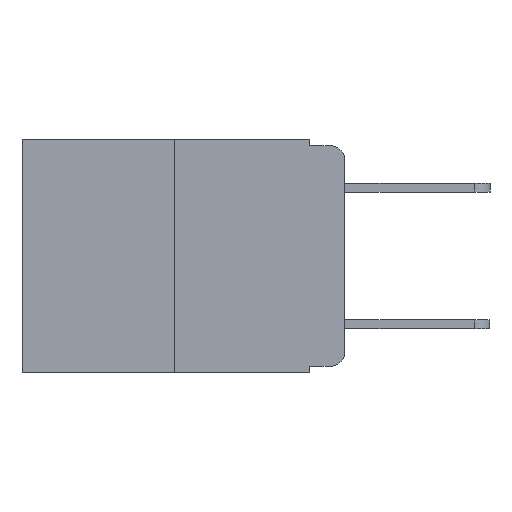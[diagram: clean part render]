
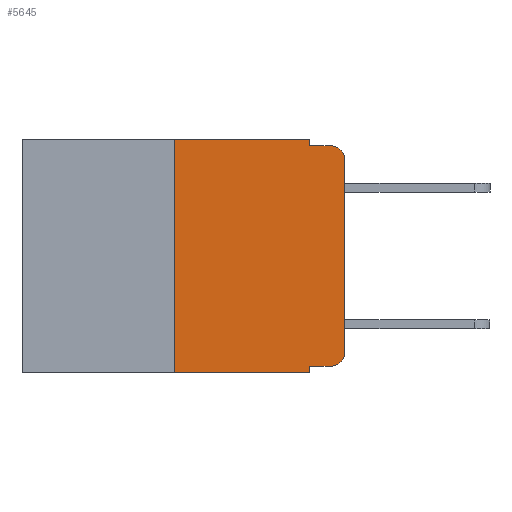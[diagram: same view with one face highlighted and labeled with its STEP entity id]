
A CAD part, left-side view. The second image highlights one B-rep face of the part: STEP entity #5645.
In plain terms, the highlighted planar face has unit normal (-1, 0, 0).
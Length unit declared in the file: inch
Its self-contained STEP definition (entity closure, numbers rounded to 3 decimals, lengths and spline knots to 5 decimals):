
#47 = VECTOR ( 'NONE', #7520, 39.37008 ) ;
#88 = DIRECTION ( 'NONE',  ( 0., -1., 0. ) ) ;
#255 = DIRECTION ( 'NONE',  ( 0., -1., 0. ) ) ;
#388 = CARTESIAN_POINT ( 'NONE',  ( 0., 0.051, -0.01 ) ) ;
#546 = CARTESIAN_POINT ( 'NONE',  ( 0., 0.051, -0.343 ) ) ;
#712 = ORIENTED_EDGE ( 'NONE', *, *, #4115, .T. ) ;
#741 = ORIENTED_EDGE ( 'NONE', *, *, #4112, .T. ) ;
#753 = LINE ( 'NONE', #6597, #4541 ) ;
#769 = ORIENTED_EDGE ( 'NONE', *, *, #4153, .F. ) ;
#805 = DIRECTION ( 'NONE',  ( 0., 0., 1. ) ) ;
#849 = ORIENTED_EDGE ( 'NONE', *, *, #4131, .T. ) ;
#917 = ORIENTED_EDGE ( 'NONE', *, *, #4148, .F. ) ;
#945 = VERTEX_POINT ( 'NONE', #9300 ) ;
#1033 = VECTOR ( 'NONE', #255, 39.37008 ) ;
#1174 = DIRECTION ( 'NONE',  ( 0., 0., -1. ) ) ;
#1296 = ORIENTED_EDGE ( 'NONE', *, *, #4202, .T. ) ;
#1377 = VERTEX_POINT ( 'NONE', #7881 ) ;
#1401 = VERTEX_POINT ( 'NONE', #388 ) ;
#1463 = CIRCLE ( 'NONE', #6761, 0.02 ) ;
#1518 = VERTEX_POINT ( 'NONE', #6345 ) ;
#1624 = VERTEX_POINT ( 'NONE', #3647 ) ;
#1721 = ORIENTED_EDGE ( 'NONE', *, *, #4185, .F. ) ;
#1731 = VECTOR ( 'NONE', #8464, 39.37008 ) ;
#1759 = DIRECTION ( 'NONE',  ( -1., 0., 0. ) ) ;
#1906 = VERTEX_POINT ( 'NONE', #5522 ) ;
#1984 = AXIS2_PLACEMENT_3D ( 'NONE', #6103, #8629, #3694 ) ;
#2007 = LINE ( 'NONE', #2906, #3781 ) ;
#2023 = CARTESIAN_POINT ( 'NONE',  ( 0., 0.02, -0.03 ) ) ;
#2091 = DIRECTION ( 'NONE',  ( 0., 0., -1. ) ) ;
#2257 = ORIENTED_EDGE ( 'NONE', *, *, #4888, .F. ) ;
#2527 = LINE ( 'NONE', #8358, #47 ) ;
#2631 = ORIENTED_EDGE ( 'NONE', *, *, #4188, .F. ) ;
#2697 = CARTESIAN_POINT ( 'NONE',  ( 0., 0., 0. ) ) ;
#2757 = LINE ( 'NONE', #6991, #6157 ) ;
#2872 = VERTEX_POINT ( 'NONE', #6884 ) ;
#2873 = CARTESIAN_POINT ( 'NONE',  ( 0., 0.25, 0. ) ) ;
#2906 = CARTESIAN_POINT ( 'NONE',  ( 0., 0.051, -0.01 ) ) ;
#2908 = PLANE ( 'NONE',  #1984 ) ;
#2913 = DIRECTION ( 'NONE',  ( 0., 0., -1. ) ) ;
#3161 = CARTESIAN_POINT ( 'NONE',  ( 0., 0.051, 0. ) ) ;
#3215 = VERTEX_POINT ( 'NONE', #546 ) ;
#3492 = ORIENTED_EDGE ( 'NONE', *, *, #4200, .T. ) ;
#3603 = CARTESIAN_POINT ( 'NONE',  ( 0., 0.473, 0. ) ) ;
#3647 = CARTESIAN_POINT ( 'NONE',  ( 0., 0.25, -0.343 ) ) ;
#3694 = DIRECTION ( 'NONE',  ( 0., 0., -1. ) ) ;
#3781 = VECTOR ( 'NONE', #6767, 39.37008 ) ;
#4112 = EDGE_CURVE ( 'NONE', #2872, #1906, #753, .T. ) ;
#4115 = EDGE_CURVE ( 'NONE', #1906, #4847, #6341, .T. ) ;
#4131 = EDGE_CURVE ( 'NONE', #1624, #3215, #2527, .T. ) ;
#4148 = EDGE_CURVE ( 'NONE', #1624, #9075, #2757, .T. ) ;
#4153 = EDGE_CURVE ( 'NONE', #2872, #3215, #7635, .T. ) ;
#4185 = EDGE_CURVE ( 'NONE', #1401, #1518, #2007, .T. ) ;
#4188 = EDGE_CURVE ( 'NONE', #1377, #1401, #5726, .T. ) ;
#4200 = EDGE_CURVE ( 'NONE', #4847, #945, #8010, .T. ) ;
#4202 = EDGE_CURVE ( 'NONE', #945, #1518, #1463, .T. ) ;
#4522 = FACE_OUTER_BOUND ( 'NONE', #7009, .T. ) ;
#4541 = VECTOR ( 'NONE', #88, 39.37008 ) ;
#4847 = VERTEX_POINT ( 'NONE', #9040 ) ;
#4888 = EDGE_CURVE ( 'NONE', #9075, #1377, #5396, .T. ) ;
#5075 = DIRECTION ( 'NONE',  ( -1., 0., 0. ) ) ;
#5396 = LINE ( 'NONE', #3603, #1033 ) ;
#5522 = CARTESIAN_POINT ( 'NONE',  ( 0., 0.02, -0.333 ) ) ;
#5645 = ADVANCED_FACE ( 'NONE', ( #4522 ), #2908, .F. ) ;
#5726 = LINE ( 'NONE', #3161, #8913 ) ;
#5823 = DIRECTION ( 'NONE',  ( 0., 0., -1. ) ) ;
#5959 = VECTOR ( 'NONE', #2091, 39.37008 ) ;
#6103 = CARTESIAN_POINT ( 'NONE',  ( 0., 0.473, 0. ) ) ;
#6110 = CARTESIAN_POINT ( 'NONE',  ( 0., 0.02, -0.313 ) ) ;
#6157 = VECTOR ( 'NONE', #805, 39.37008 ) ;
#6341 = CIRCLE ( 'NONE', #6856, 0.02 ) ;
#6345 = CARTESIAN_POINT ( 'NONE',  ( 0., 0.02, -0.01 ) ) ;
#6586 = CARTESIAN_POINT ( 'NONE',  ( 0., 0.051, 0. ) ) ;
#6597 = CARTESIAN_POINT ( 'NONE',  ( 0., 0.051, -0.333 ) ) ;
#6761 = AXIS2_PLACEMENT_3D ( 'NONE', #2023, #1759, #1174 ) ;
#6767 = DIRECTION ( 'NONE',  ( 0., -1., 0. ) ) ;
#6856 = AXIS2_PLACEMENT_3D ( 'NONE', #6110, #5075, #2913 ) ;
#6884 = CARTESIAN_POINT ( 'NONE',  ( 0., 0.051, -0.333 ) ) ;
#6991 = CARTESIAN_POINT ( 'NONE',  ( 0., 0.25, 0. ) ) ;
#7009 = EDGE_LOOP ( 'NONE', ( #3492, #1296, #1721, #2631, #2257, #917, #849, #769, #741, #712 ) ) ;
#7520 = DIRECTION ( 'NONE',  ( 0., -1., 0. ) ) ;
#7635 = LINE ( 'NONE', #6586, #5959 ) ;
#7881 = CARTESIAN_POINT ( 'NONE',  ( 0., 0.051, 0. ) ) ;
#8010 = LINE ( 'NONE', #2697, #1731 ) ;
#8358 = CARTESIAN_POINT ( 'NONE',  ( 0., 0.473, -0.343 ) ) ;
#8464 = DIRECTION ( 'NONE',  ( 0., 0., 1. ) ) ;
#8629 = DIRECTION ( 'NONE',  ( 1., 0., 0. ) ) ;
#8913 = VECTOR ( 'NONE', #5823, 39.37008 ) ;
#9040 = CARTESIAN_POINT ( 'NONE',  ( 0., 0., -0.313 ) ) ;
#9075 = VERTEX_POINT ( 'NONE', #2873 ) ;
#9300 = CARTESIAN_POINT ( 'NONE',  ( 0., 0., -0.03 ) ) ;
